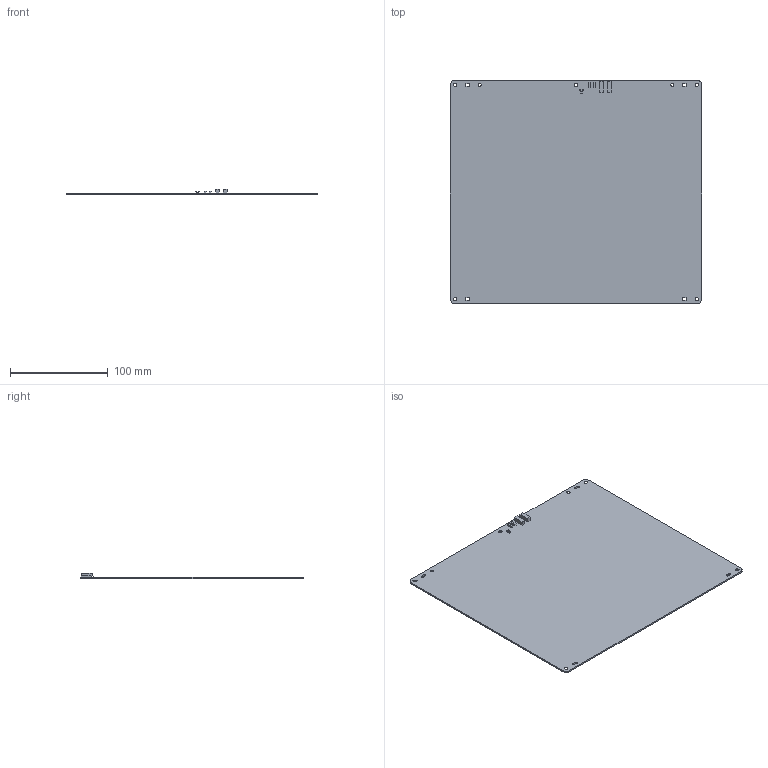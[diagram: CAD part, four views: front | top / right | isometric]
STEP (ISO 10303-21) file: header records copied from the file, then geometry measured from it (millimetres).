
FILE_DESCRIPTION (( 'STEP AP203' ), '1' );
FILE_NAME ('1155-C.STEP', '2015-04-14T12:42:34', ( '' ), ( '' ), 'SwSTEP 2.0', 'SolidWorks 2014', '' );
FILE_SCHEMA (( 'CONFIG_CONTROL_DESIGN' ));
Length unit declared in the file: millimetre
Products named in the file (1): 1155-C
Bounding box: 257 x 229 x 5.5 mm (x, y, z)
Volume: 88383.3 mm3; surface area: 119599.2 mm2
Topology: 7 solids, 7 shells, 197 faces, 549 edges, 366 vertices
Faces by surface type: plane 178, cone 14, cylinder 5
Entity records: 6330 total; most frequent: CARTESIAN_POINT 1113, ORIENTED_EDGE 1098, DIRECTION 983, EDGE_CURVE 549, LINE 511, VECTOR 511, VERTEX_POINT 366, AXIS2_PLACEMENT_3D 236
